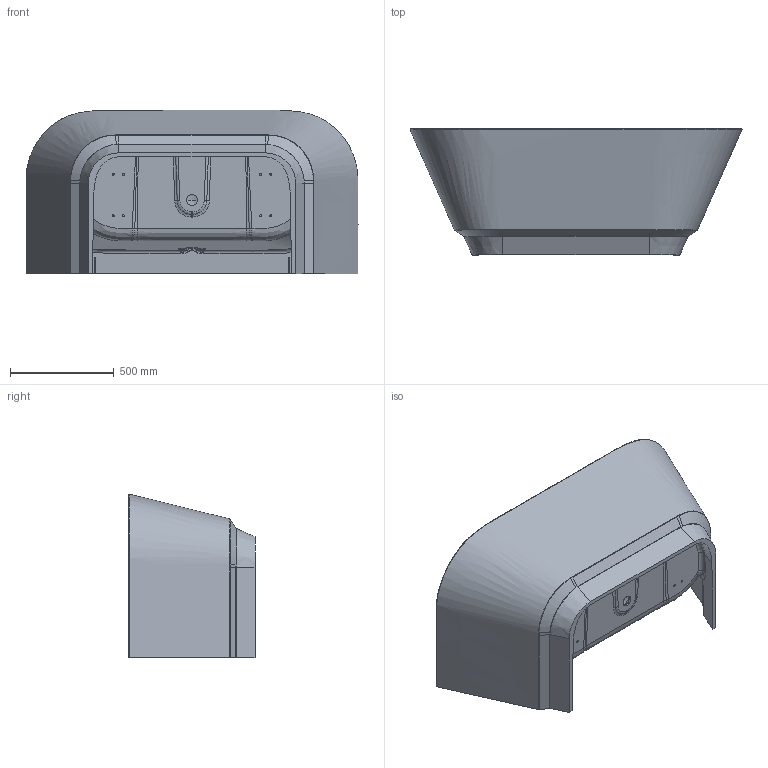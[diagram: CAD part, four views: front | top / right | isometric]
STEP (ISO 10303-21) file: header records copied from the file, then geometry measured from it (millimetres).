
FILE_DESCRIPTION (( 'STEP AP203' ), '1' );
FILE_NAME ('F7721161.step', '2022-01-20T13:57:48', ( '' ), ( '' ), 'SwSTEP 2.0', 'SolidWorks 2019', '' );
FILE_SCHEMA (( 'CONFIG_CONTROL_DESIGN' ));
Products named in the file (1): F7721161
Bounding box: 1598.95 x 607 x 787.73 mm (x, y, z)
Volume: 69265103 mm3; surface area: 5904054.7 mm2
Topology: 2 solids, 2 shells, 210 faces, 500 edges, 301 vertices
Faces by surface type: bspline 101, cylinder 46, plane 26, cone 14, torus 12, sphere 11
Entity records: 33474 total; most frequent: CARTESIAN_POINT 29265, ORIENTED_EDGE 996, DIRECTION 664, EDGE_CURVE 498, VERTEX_POINT 301, AXIS2_PLACEMENT_3D 286, B_SPLINE_CURVE_WITH_KNOTS 228, EDGE_LOOP 221
